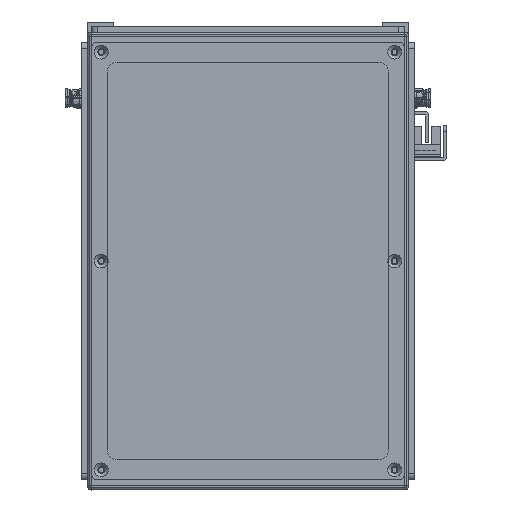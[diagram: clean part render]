
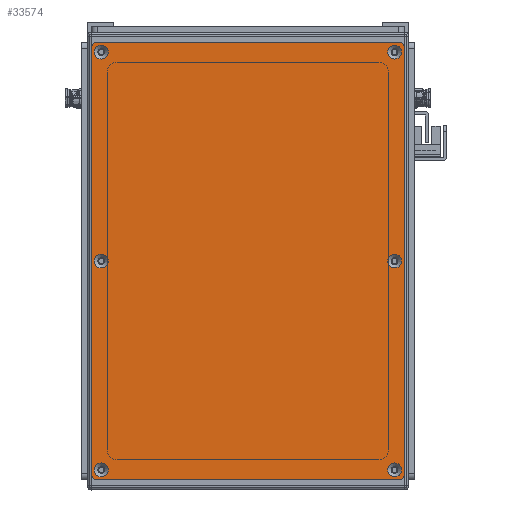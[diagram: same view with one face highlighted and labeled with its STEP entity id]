
A CAD part, front view. The second image highlights one B-rep face of the part: STEP entity #33574.
In plain terms, the highlighted planar face has unit normal (0, -1, 0).
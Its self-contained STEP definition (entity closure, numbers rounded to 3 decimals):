
#2339=FACE_BOUND('',#7769,.T.);
#2340=FACE_BOUND('',#7770,.T.);
#2341=FACE_BOUND('',#7771,.T.);
#2342=FACE_BOUND('',#7772,.T.);
#2343=FACE_BOUND('',#7773,.T.);
#2344=FACE_BOUND('',#7774,.T.);
#3097=PLANE('',#37633);
#5588=FACE_OUTER_BOUND('',#7768,.T.);
#7768=EDGE_LOOP('',(#31507,#31508,#31509,#31510,#31511,#31512,#31513,#31514));
#7769=EDGE_LOOP('',(#31515));
#7770=EDGE_LOOP('',(#31516));
#7771=EDGE_LOOP('',(#31517));
#7772=EDGE_LOOP('',(#31518));
#7773=EDGE_LOOP('',(#31519));
#7774=EDGE_LOOP('',(#31520));
#10346=LINE('',#60269,#12909);
#10347=LINE('',#60273,#12910);
#10348=LINE('',#60277,#12911);
#10349=LINE('',#60280,#12912);
#12909=VECTOR('',#47136,10.);
#12910=VECTOR('',#47139,10.);
#12911=VECTOR('',#47142,10.);
#12912=VECTOR('',#47145,10.);
#14549=CIRCLE('',#37601,3.45);
#14552=CIRCLE('',#37606,3.45);
#14555=CIRCLE('',#37611,3.45);
#14558=CIRCLE('',#37616,3.45);
#14561=CIRCLE('',#37621,3.45);
#14564=CIRCLE('',#37626,3.45);
#14567=CIRCLE('',#37631,3.);
#14569=CIRCLE('',#37634,3.);
#14570=CIRCLE('',#37635,3.);
#14571=CIRCLE('',#37636,3.);
#17635=VERTEX_POINT('',#60199);
#17638=VERTEX_POINT('',#60209);
#17641=VERTEX_POINT('',#60219);
#17644=VERTEX_POINT('',#60229);
#17647=VERTEX_POINT('',#60239);
#17650=VERTEX_POINT('',#60249);
#17653=VERTEX_POINT('',#60259);
#17654=VERTEX_POINT('',#60260);
#17657=VERTEX_POINT('',#60268);
#17658=VERTEX_POINT('',#60270);
#17659=VERTEX_POINT('',#60272);
#17660=VERTEX_POINT('',#60274);
#17661=VERTEX_POINT('',#60276);
#17662=VERTEX_POINT('',#60278);
#22255=EDGE_CURVE('',#17635,#17635,#14549,.T.);
#22260=EDGE_CURVE('',#17638,#17638,#14552,.T.);
#22265=EDGE_CURVE('',#17641,#17641,#14555,.T.);
#22270=EDGE_CURVE('',#17644,#17644,#14558,.T.);
#22275=EDGE_CURVE('',#17647,#17647,#14561,.T.);
#22280=EDGE_CURVE('',#17650,#17650,#14564,.T.);
#22285=EDGE_CURVE('',#17653,#17654,#14567,.T.);
#22289=EDGE_CURVE('',#17653,#17657,#10346,.T.);
#22290=EDGE_CURVE('',#17658,#17657,#14569,.T.);
#22291=EDGE_CURVE('',#17658,#17659,#10347,.T.);
#22292=EDGE_CURVE('',#17660,#17659,#14570,.T.);
#22293=EDGE_CURVE('',#17660,#17661,#10348,.T.);
#22294=EDGE_CURVE('',#17662,#17661,#14571,.T.);
#22295=EDGE_CURVE('',#17662,#17654,#10349,.T.);
#31507=ORIENTED_EDGE('',*,*,#22285,.F.);
#31508=ORIENTED_EDGE('',*,*,#22289,.T.);
#31509=ORIENTED_EDGE('',*,*,#22290,.F.);
#31510=ORIENTED_EDGE('',*,*,#22291,.T.);
#31511=ORIENTED_EDGE('',*,*,#22292,.F.);
#31512=ORIENTED_EDGE('',*,*,#22293,.T.);
#31513=ORIENTED_EDGE('',*,*,#22294,.F.);
#31514=ORIENTED_EDGE('',*,*,#22295,.T.);
#31515=ORIENTED_EDGE('',*,*,#22255,.T.);
#31516=ORIENTED_EDGE('',*,*,#22260,.T.);
#31517=ORIENTED_EDGE('',*,*,#22265,.T.);
#31518=ORIENTED_EDGE('',*,*,#22270,.T.);
#31519=ORIENTED_EDGE('',*,*,#22275,.T.);
#31520=ORIENTED_EDGE('',*,*,#22280,.T.);
#33574=ADVANCED_FACE('',(#5588,#2339,#2340,#2341,#2342,#2343,#2344),#3097,
 .T.);
#37601=AXIS2_PLACEMENT_3D('',#60200,#47056,#47057);
#37606=AXIS2_PLACEMENT_3D('',#60210,#47068,#47069);
#37611=AXIS2_PLACEMENT_3D('',#60220,#47080,#47081);
#37616=AXIS2_PLACEMENT_3D('',#60230,#47092,#47093);
#37621=AXIS2_PLACEMENT_3D('',#60240,#47104,#47105);
#37626=AXIS2_PLACEMENT_3D('',#60250,#47116,#47117);
#37631=AXIS2_PLACEMENT_3D('',#60261,#47128,#47129);
#37633=AXIS2_PLACEMENT_3D('',#60267,#47134,#47135);
#37634=AXIS2_PLACEMENT_3D('',#60271,#47137,#47138);
#37635=AXIS2_PLACEMENT_3D('',#60275,#47140,#47141);
#37636=AXIS2_PLACEMENT_3D('',#60279,#47143,#47144);
#47056=DIRECTION('center_axis',(0.,1.,0.));
#47057=DIRECTION('ref_axis',(1.,0.,0.));
#47068=DIRECTION('center_axis',(0.,1.,0.));
#47069=DIRECTION('ref_axis',(1.,0.,0.));
#47080=DIRECTION('center_axis',(0.,1.,0.));
#47081=DIRECTION('ref_axis',(1.,0.,0.));
#47092=DIRECTION('center_axis',(0.,1.,0.));
#47093=DIRECTION('ref_axis',(1.,0.,0.));
#47104=DIRECTION('center_axis',(0.,1.,0.));
#47105=DIRECTION('ref_axis',(1.,0.,0.));
#47116=DIRECTION('center_axis',(0.,1.,0.));
#47117=DIRECTION('ref_axis',(1.,0.,0.));
#47128=DIRECTION('center_axis',(0.,1.,0.));
#47129=DIRECTION('ref_axis',(-0.707,0.,0.707));
#47134=DIRECTION('center_axis',(0.,-1.,0.));
#47135=DIRECTION('ref_axis',(0.,0.,-1.));
#47136=DIRECTION('',(0.,0.,-1.));
#47137=DIRECTION('center_axis',(0.,1.,0.));
#47138=DIRECTION('ref_axis',(-0.707,0.,-0.707));
#47139=DIRECTION('',(1.,0.,0.));
#47140=DIRECTION('center_axis',(0.,1.,0.));
#47141=DIRECTION('ref_axis',(0.707,0.,-0.707));
#47142=DIRECTION('',(0.,0.,1.));
#47143=DIRECTION('center_axis',(0.,1.,0.));
#47144=DIRECTION('ref_axis',(0.707,0.,0.707));
#47145=DIRECTION('',(-1.,0.,0.));
#60199=CARTESIAN_POINT('',(100.55,-1.5,73.));
#60200=CARTESIAN_POINT('Origin',(104.,-1.5,73.));
#60209=CARTESIAN_POINT('',(-107.45,-1.5,-73.));
#60210=CARTESIAN_POINT('Origin',(-104.,-1.5,-73.));
#60219=CARTESIAN_POINT('',(-3.45,-1.5,73.));
#60220=CARTESIAN_POINT('Origin',(0.,-1.5,73.));
#60229=CARTESIAN_POINT('',(-3.45,-1.5,-73.));
#60230=CARTESIAN_POINT('Origin',(0.,-1.5,-73.));
#60239=CARTESIAN_POINT('',(-107.45,-1.5,73.));
#60240=CARTESIAN_POINT('Origin',(-104.,-1.5,73.));
#60249=CARTESIAN_POINT('',(100.55,-1.5,-73.));
#60250=CARTESIAN_POINT('Origin',(104.,-1.5,-73.));
#60259=CARTESIAN_POINT('',(-109.,-1.5,75.));
#60260=CARTESIAN_POINT('',(-106.,-1.5,78.));
#60261=CARTESIAN_POINT('Origin',(-106.,-1.5,75.));
#60267=CARTESIAN_POINT('Origin',(0.,-1.5,0.));
#60268=CARTESIAN_POINT('',(-109.,-1.5,-75.));
#60269=CARTESIAN_POINT('',(-109.,-1.5,78.));
#60270=CARTESIAN_POINT('',(-106.,-1.5,-78.));
#60271=CARTESIAN_POINT('Origin',(-106.,-1.5,-75.));
#60272=CARTESIAN_POINT('',(106.,-1.5,-78.));
#60273=CARTESIAN_POINT('',(-109.,-1.5,-78.));
#60274=CARTESIAN_POINT('',(109.,-1.5,-75.));
#60275=CARTESIAN_POINT('Origin',(106.,-1.5,-75.));
#60276=CARTESIAN_POINT('',(109.,-1.5,75.));
#60277=CARTESIAN_POINT('',(109.,-1.5,-78.));
#60278=CARTESIAN_POINT('',(106.,-1.5,78.));
#60279=CARTESIAN_POINT('Origin',(106.,-1.5,75.));
#60280=CARTESIAN_POINT('',(109.,-1.5,78.));
